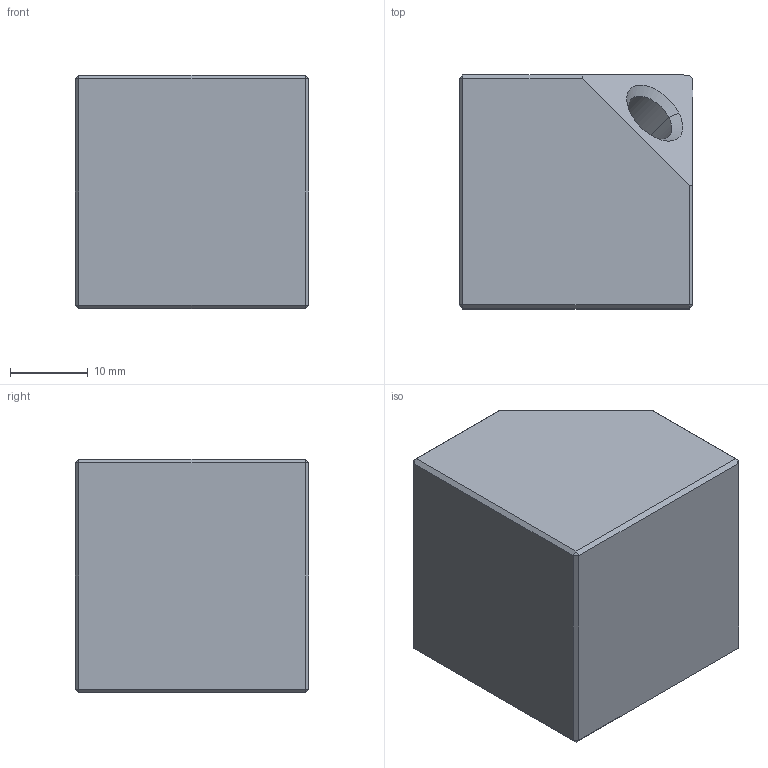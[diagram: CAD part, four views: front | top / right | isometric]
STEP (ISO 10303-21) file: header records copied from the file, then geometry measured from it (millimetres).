
FILE_DESCRIPTION (( 'STEP AP203' ), '1' );
FILE_NAME ('166-30-VA-M8.step', '2019-08-23T09:32:23', ( '' ), ( '' ), 'SwSTEP 2.0', 'SolidWorks 2015', '' );
FILE_SCHEMA (( 'CONFIG_CONTROL_DESIGN' ));
Length unit declared in the file: millimetre
Products named in the file (1): 166-30-VA-M8
Bounding box: 30 x 30 x 30 mm (x, y, z)
Volume: 25738.9 mm3; surface area: 5550.9 mm2
Topology: 1 solids, 1 shells, 284 faces, 743 edges, 486 vertices
Faces by surface type: plane 138, bspline 106, cone 38, cylinder 2
Entity records: 13936 total; most frequent: CARTESIAN_POINT 8050, ORIENTED_EDGE 1482, EDGE_CURVE 741, DIRECTION 675, VERTEX_POINT 486, B_SPLINE_CURVE_WITH_KNOTS 430, EDGE_LOOP 311, LINE 305
